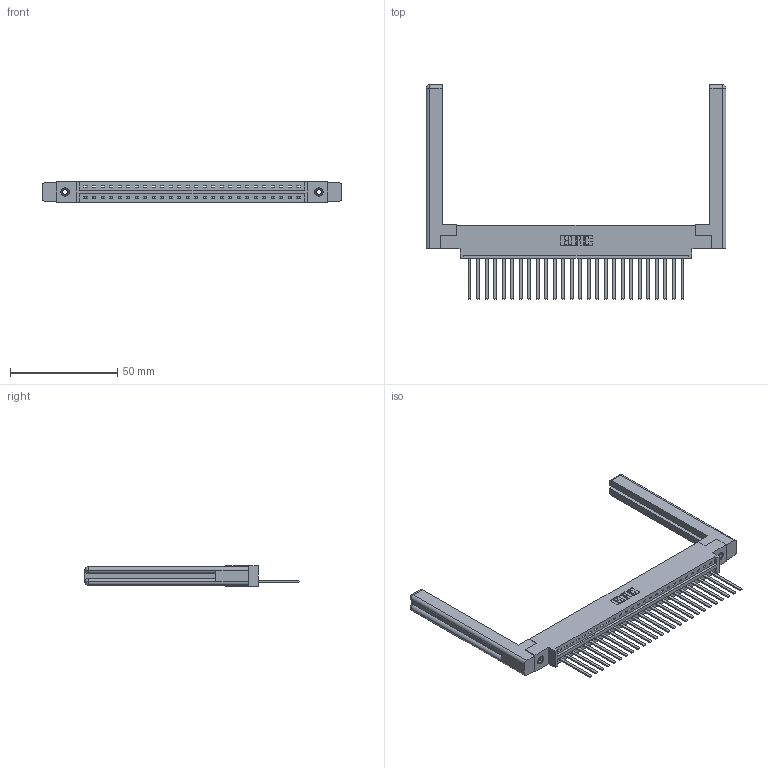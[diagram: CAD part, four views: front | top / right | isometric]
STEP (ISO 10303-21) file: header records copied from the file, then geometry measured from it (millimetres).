
FILE_DESCRIPTION (( 'STEP AP203' ), '1' );
FILE_NAME ('387-026-544-658.STEP', '2019-10-03T13:08:24', ( '' ), ( '' ), 'SwSTEP 2.0', 'SolidWorks 2016', '' );
FILE_SCHEMA (( 'CONFIG_CONTROL_DESIGN' ));
Length unit declared in the file: inch
Products named in the file (5): 345-292-001_345-293-144; 387-026-544-658; 345-250-001_345-250-001-102; 337 Part_0.170 Offset - 0.156 Dia-TI; 307-220-058
Assembly tree (31 placements, depth 2):
  387-026-544-658
    337 Part_0.170 Offset - 0.156 Dia-TI
    345-292-001_345-293-144  x26
    345-250-001_345-250-001-102  x2
    307-220-058  x2
Bounding box: 139.65 x 99.7 x 9.4 mm (x, y, z)
Volume: 21659.7 mm3; surface area: 21192.3 mm2
Topology: 31 solids, 31 shells, 1716 faces, 5097 edges, 3350 vertices
Faces by surface type: plane 1250, cylinder 442, cone 12, torus 12
Entity records: 23978 total; most frequent: CARTESIAN_POINT 4175, ORIENTED_EDGE 4076, DIRECTION 3562, EDGE_CURVE 2038, VECTOR 1866, LINE 1866, VERTEX_POINT 1350, AXIS2_PLACEMENT_3D 848
